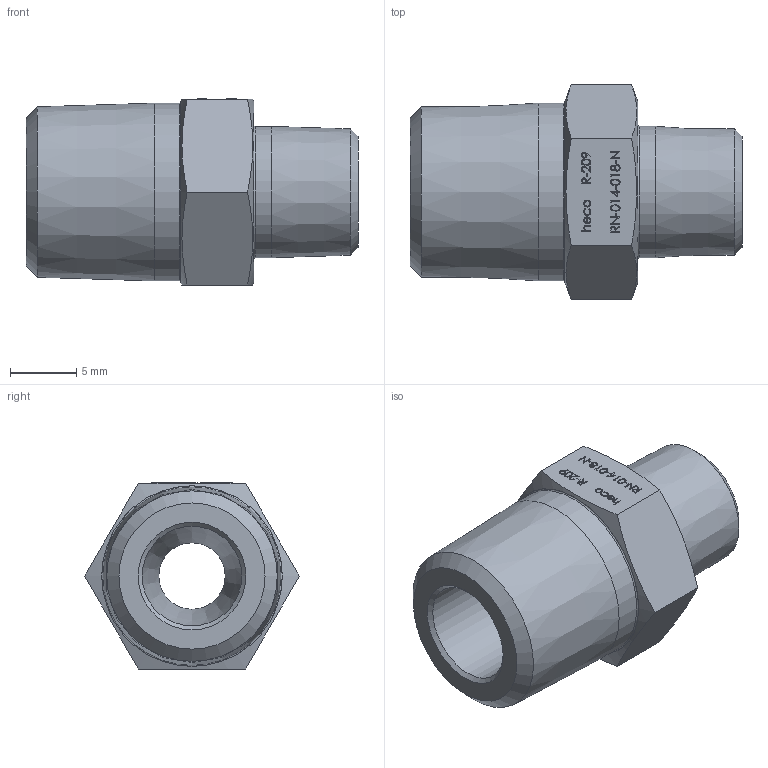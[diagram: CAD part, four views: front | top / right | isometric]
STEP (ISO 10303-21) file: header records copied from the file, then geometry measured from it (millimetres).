
FILE_DESCRIPTION (( 'STEP AP214' ), '1' );
FILE_NAME ('heco RN-014-018-N R-209 2011.STEP', '2020-11-03T11:15:01', ( '' ), ( '' ), 'SwSTEP 2.0', 'SolidWorks 2019', '' );
FILE_SCHEMA (( 'AUTOMOTIVE_DESIGN' ));
Length unit declared in the file: millimetre
Products named in the file (1): heco RN-014-018-N R-209 2011
Bounding box: 25 x 16.17 x 14.01 mm (x, y, z)
Volume: 2226.3 mm3; surface area: 1695.5 mm2
Topology: 1 solids, 1 shells, 266 faces, 684 edges, 454 vertices
Faces by surface type: plane 147, bspline 104, cone 9, cylinder 4, torus 2
Full cylindrical faces by diameter (mm): 5 x1, 7.5 x1, 9.884 x1, 13.388 x1
Entity records: 16697 total; most frequent: CARTESIAN_POINT 8470, ORIENTED_EDGE 1326, DIRECTION 787, EDGE_CURVE 663, VERTEX_POINT 448, LINE 425, VECTOR 425, EDGE_LOOP 317
